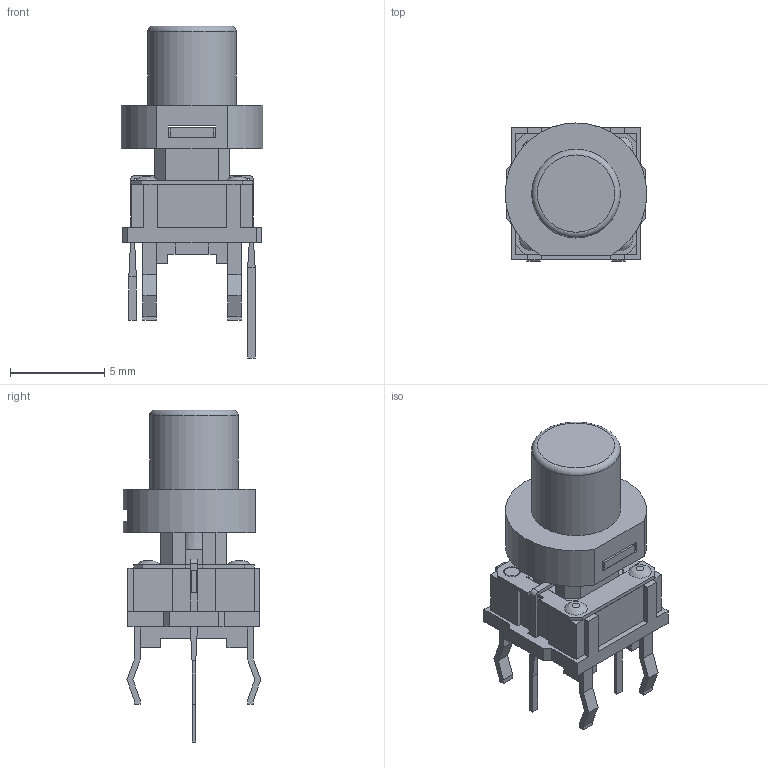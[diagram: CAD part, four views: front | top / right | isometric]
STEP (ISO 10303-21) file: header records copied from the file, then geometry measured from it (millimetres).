
FILE_DESCRIPTION((' '),'2;1');
FILE_NAME('TL1265xQTxxx.stp','2017-07-25T16:00:57',(' '),(' '),' ','ACIS',' ');
FILE_SCHEMA(('CONFIG_CONTROL_DESIGN'));
Length unit declared in the file: inch
Products named in the file (8): TL1265xQTxxx.stp; Body1; Body2; Body3; Body4; Body5; Body6; Body7
Assembly tree (7 placements, depth 2):
  TL1265xQTxxx.stp
    Body1
    Body2
    Body3
    Body4
    Body5
    Body6
    Body7
Bounding box: 7.5 x 7.3 x 17.6 mm (x, y, z)
Volume: 277.8 mm3; surface area: 820.3 mm2
Topology: 8 solids, 9 shells, 306 faces, 807 edges, 526 vertices
Faces by surface type: plane 267, cylinder 25, cone 7, bspline 5, sphere 1, torus 1
Full cylindrical faces by diameter (mm): 0.8 x4, 0.9 x4, 3 x1, 4.7 x1, 5 x1
Entity records: 10417 total; most frequent: CARTESIAN_POINT 1809, ORIENTED_EDGE 1556, DIRECTION 1478, EDGE_CURVE 778, VECTOR 702, LINE 702, VERTEX_POINT 518, AXIS2_PLACEMENT_3D 388
